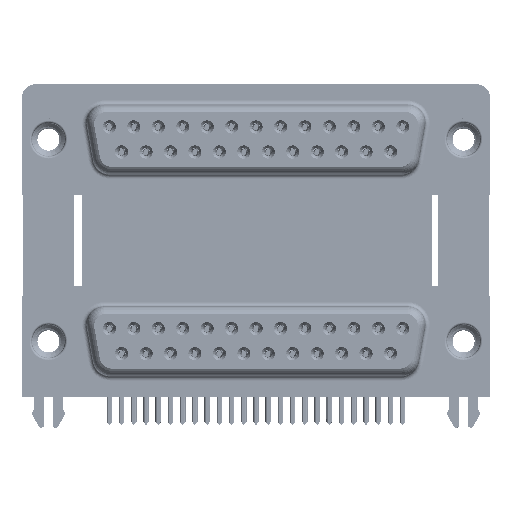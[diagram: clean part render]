
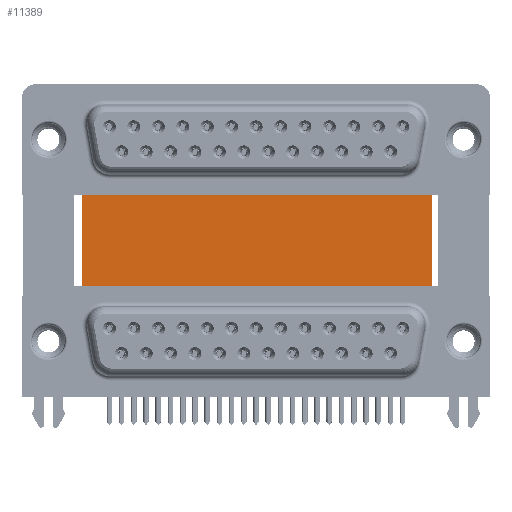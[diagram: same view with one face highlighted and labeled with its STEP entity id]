
A CAD part, top view. The second image highlights one B-rep face of the part: STEP entity #11389.
In plain terms, the highlighted planar face has unit normal (0, 0, 1).
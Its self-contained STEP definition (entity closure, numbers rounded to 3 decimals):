
#1947 = DIRECTION ( 'NONE',  ( -1., 0., 0. ) ) ;
#1959 = CARTESIAN_POINT ( 'NONE',  ( 43.43, 16.585, -12. ) ) ;
#5377 = LINE ( 'NONE', #53336, #27307 ) ;
#6240 = AXIS2_PLACEMENT_3D ( 'NONE', #11419, #30669, #1947 ) ;
#6571 = CARTESIAN_POINT ( 'NONE',  ( 43.43, -3.735, -12. ) ) ;
#6889 = DIRECTION ( 'NONE',  ( 0., -1., 0. ) ) ;
#10090 = LINE ( 'NONE', #29343, #29663 ) ;
#11389 = ADVANCED_FACE ( 'NONE', ( #20885 ), #54652, .F. ) ;
#11419 = CARTESIAN_POINT ( 'NONE',  ( 3.79, 16.585, -12. ) ) ;
#13988 = VECTOR ( 'NONE', #62394, 1000. ) ;
#17467 = VERTEX_POINT ( 'NONE', #1959 ) ;
#20885 = FACE_OUTER_BOUND ( 'NONE', #36441, .T. ) ;
#23114 = ORIENTED_EDGE ( 'NONE', *, *, #39601, .F. ) ;
#27307 = VECTOR ( 'NONE', #44172, 1000. ) ;
#27378 = VERTEX_POINT ( 'NONE', #6571 ) ;
#29343 = CARTESIAN_POINT ( 'NONE',  ( 43.43, 16.585, -12. ) ) ;
#29663 = VECTOR ( 'NONE', #6889, 1000. ) ;
#29938 = VERTEX_POINT ( 'NONE', #31974 ) ;
#30669 = DIRECTION ( 'NONE',  ( 0., 0., -1. ) ) ;
#30907 = DIRECTION ( 'NONE',  ( 1., 0., 0. ) ) ;
#31974 = CARTESIAN_POINT ( 'NONE',  ( 3.79, 16.585, -12. ) ) ;
#36441 = EDGE_LOOP ( 'NONE', ( #47449, #23114, #59462, #52740 ) ) ;
#38719 = CARTESIAN_POINT ( 'NONE',  ( 3.79, 16.585, -12. ) ) ;
#39601 = EDGE_CURVE ( 'NONE', #17467, #27378, #10090, .T. ) ;
#44172 = DIRECTION ( 'NONE',  ( 1., 0., 0. ) ) ;
#47449 = ORIENTED_EDGE ( 'NONE', *, *, #59046, .T. ) ;
#48183 = LINE ( 'NONE', #38719, #13988 ) ;
#49573 = EDGE_CURVE ( 'NONE', #29938, #49810, #48183, .T. ) ;
#49810 = VERTEX_POINT ( 'NONE', #51569 ) ;
#51569 = CARTESIAN_POINT ( 'NONE',  ( 3.79, -3.735, -12. ) ) ;
#52409 = EDGE_CURVE ( 'NONE', #29938, #17467, #5377, .T. ) ;
#52740 = ORIENTED_EDGE ( 'NONE', *, *, #49573, .T. ) ;
#53336 = CARTESIAN_POINT ( 'NONE',  ( 3.79, 16.585, -12. ) ) ;
#54652 = PLANE ( 'NONE',  #6240 ) ;
#56894 = VECTOR ( 'NONE', #30907, 1000. ) ;
#59046 = EDGE_CURVE ( 'NONE', #49810, #27378, #59601, .T. ) ;
#59462 = ORIENTED_EDGE ( 'NONE', *, *, #52409, .F. ) ;
#59601 = LINE ( 'NONE', #59922, #56894 ) ;
#59922 = CARTESIAN_POINT ( 'NONE',  ( 3.79, -3.735, -12. ) ) ;
#62394 = DIRECTION ( 'NONE',  ( 0., -1., 0. ) ) ;
